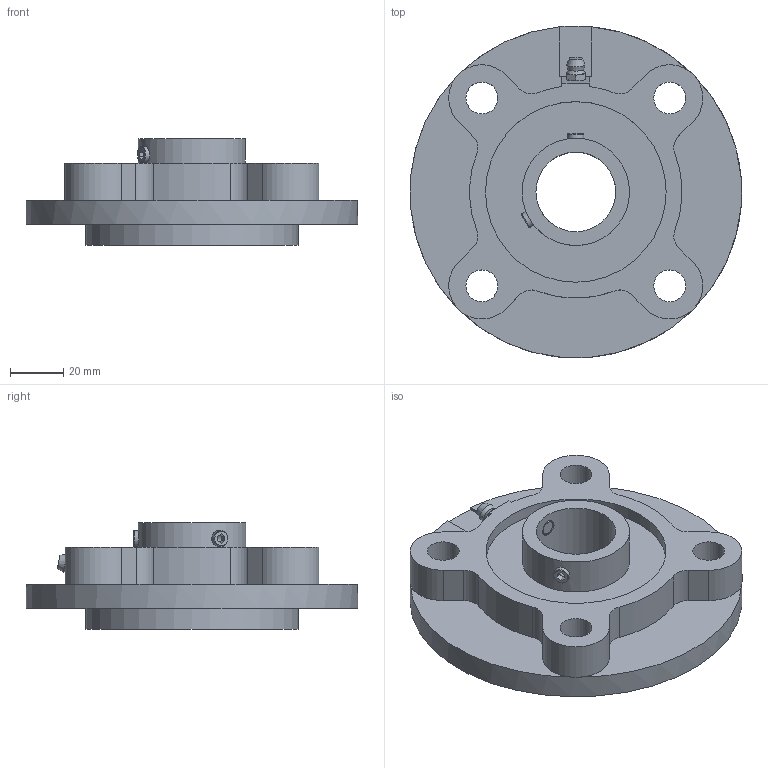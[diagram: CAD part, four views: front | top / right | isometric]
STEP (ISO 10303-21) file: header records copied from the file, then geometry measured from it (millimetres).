
FILE_DESCRIPTION( ( 'STEP AP214' ), ' ' );
FILE_NAME( 'UCFC206J.stp', '2018-05-30T07:21:04', ( '' ), ( '' ), ' ', 'PARTsolutions', ' ' );
FILE_SCHEMA( ( 'AUTOMOTIVE_DESIGN { 1 0 10303 214 1 1 1 1 }' ) );
Length unit declared in the file: millimetre
Products named in the file (2): UCFC206J; _UCFC206-Housing
Assembly tree (1 placements, depth 2):
  UCFC206J
    _UCFC206-Housing
Bounding box: 124.85 x 124.93 x 40.2 mm (x, y, z)
Volume: 192100.8 mm3; surface area: 46506.8 mm2
Topology: 1 solids, 1 shells, 104 faces, 257 edges, 165 vertices
Faces by surface type: plane 50, cylinder 33, cone 19, torus 2
Full cylindrical faces by diameter (mm): 6 x4, 7 x1, 12 x4, 30 x1, 40.4 x2, 64 x1, 68 x1, 80 x1, 125 x1
Entity records: 4111 total; most frequent: CARTESIAN_POINT 929, DIRECTION 481, ORIENTED_EDGE 440, EDGE_CURVE 220, AXIS2_PLACEMENT_3D 195, VERTEX_POINT 155, EDGE_LOOP 149, FACE_OUTER_BOUND 122
